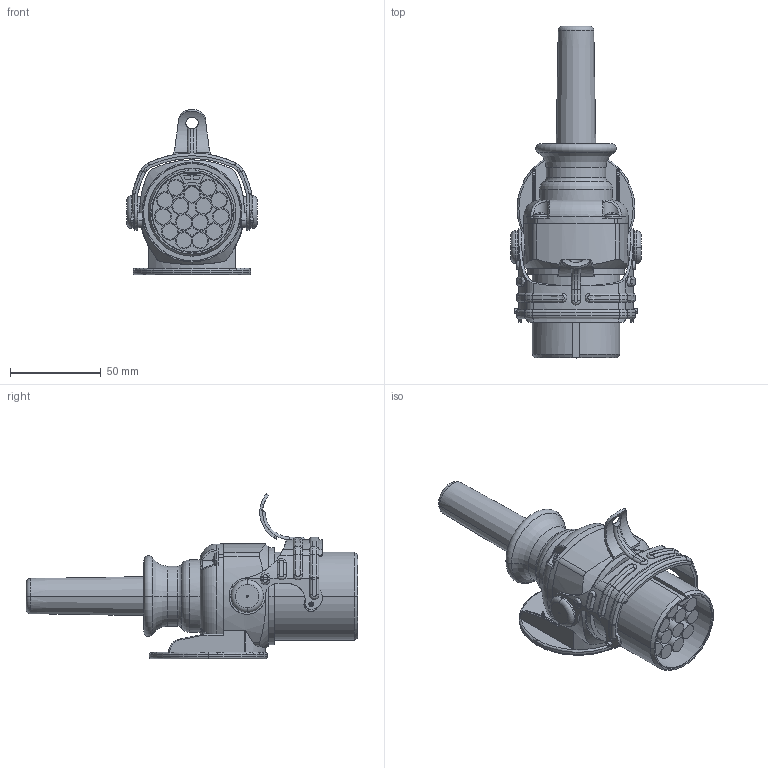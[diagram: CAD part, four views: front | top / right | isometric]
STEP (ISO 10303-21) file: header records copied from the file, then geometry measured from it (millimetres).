
FILE_DESCRIPTION((''),'2;1');
FILE_NAME('15P-24V-STECKER_SW0001','2014-10-07T',('tema'),(''),'PRO/ENGINEER BY PARAMETRIC TECHNOLOGY CORPORATION, 2012480','PRO/ENGINEER BY PARAMETRIC TECHNOLOGY CORPORATION, 2012480','');
FILE_SCHEMA(('CONFIG_CONTROL_DESIGN'));
Length unit declared in the file: millimetre
Products named in the file (1): 15P-24V-STECKER_SW0001
Bounding box: 71.8 x 183 x 91.2 mm (x, y, z)
Volume: 223366.6 mm3; surface area: 86545.1 mm2
Topology: 3 solids, 4 shells, 866 faces, 2111 edges, 1289 vertices
Faces by surface type: cylinder 369, plane 303, torus 121, cone 32, bspline 31, sphere 8, extrusion 2
Entity records: 30413 total; most frequent: CARTESIAN_POINT 9713, DIRECTION 4646, ORIENTED_EDGE 4214, EDGE_CURVE 2107, AXIS2_PLACEMENT_3D 1924, VERTEX_POINT 1289, CIRCLE 1091, EDGE_LOOP 930
